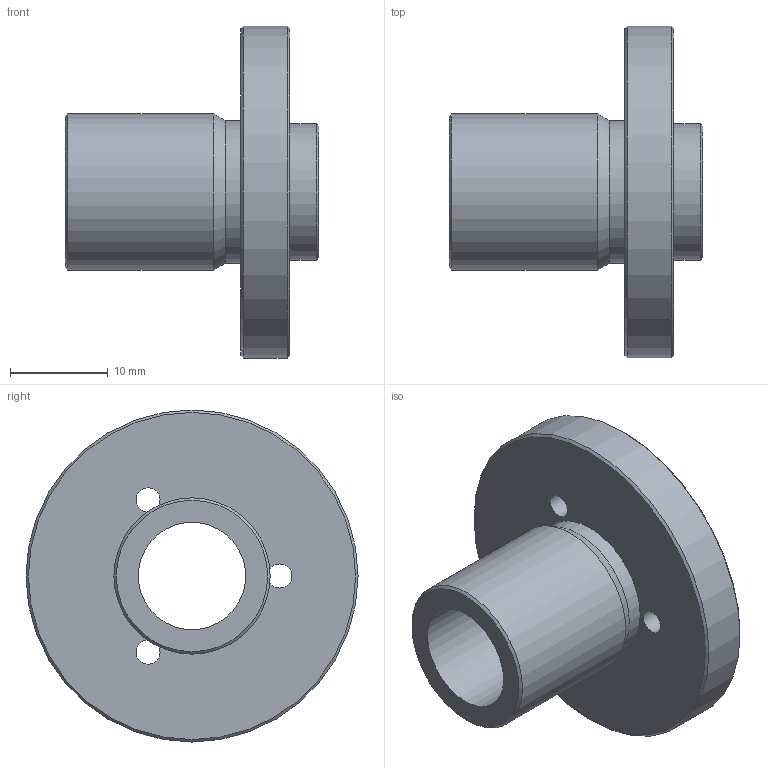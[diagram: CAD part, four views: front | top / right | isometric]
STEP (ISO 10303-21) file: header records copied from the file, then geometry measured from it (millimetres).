
FILE_DESCRIPTION(/* description */ ('Aufnahme Alicona'),/* implementation_level */ '2;1');
FILE_NAME(/* name */ 'DBF 55_99-01 Aufnahme Alicona.stp',/* time_stamp */ '2022-01-29T20:37:25+01:00',/* author */ ('MKoch'),/* organization */ (''),/* preprocessor_version */ 'ST-DEVELOPER v15.2',/* originating_system */ 'Autodesk Inventor 2014',/* authorisation */ '');
FILE_SCHEMA (('CONFIG_CONTROL_DESIGN'));
Length unit declared in the file: millimetre
Products named in the file (1): DBF 55_99-01 Aufnahme Alicona
Bounding box: 26 x 34 x 34 mm (x, y, z)
Volume: 5994.8 mm3; surface area: 4170 mm2
Topology: 1 solids, 1 shells, 17 faces, 36 edges, 23 vertices
Faces by surface type: cylinder 8, cone 5, plane 4
Full cylindrical faces by diameter (mm): 2.459 x3, 11 x1, 14 x1, 14.6 x1, 16 x1, 34 x1
Entity records: 414 total; most frequent: DIRECTION 76, CARTESIAN_POINT 58, EDGE_LOOP 40, ORIENTED_EDGE 40, AXIS2_PLACEMENT_3D 38, FACE_BOUND 27, CIRCLE 20, VERTEX_POINT 20
